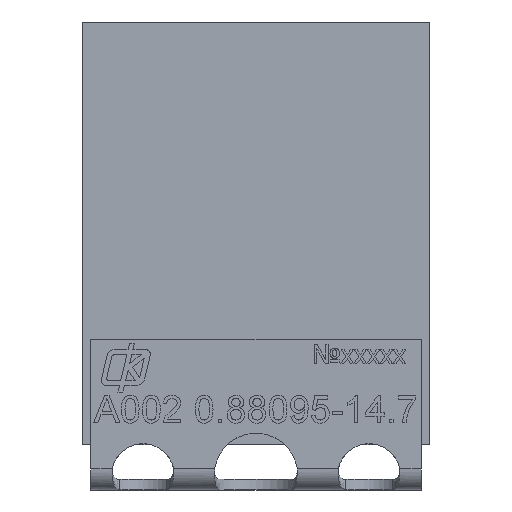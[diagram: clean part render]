
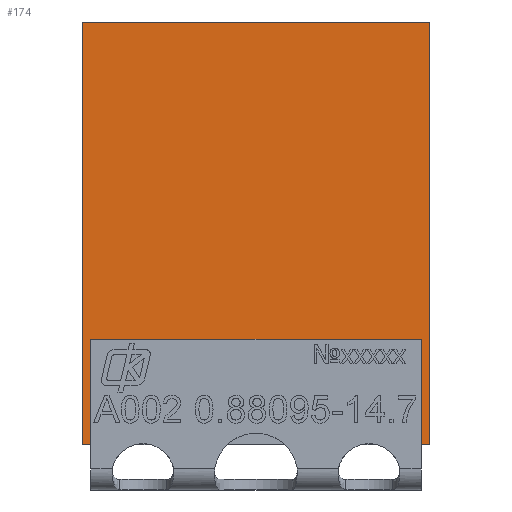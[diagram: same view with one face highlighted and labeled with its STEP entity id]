
A CAD part, top view. The second image highlights one B-rep face of the part: STEP entity #174.
In plain terms, the highlighted planar face has unit normal (0, 0, 1).
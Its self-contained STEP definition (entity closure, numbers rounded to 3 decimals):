
#174=ADVANCED_FACE('',(#3989),#3991,.F.);
#3989=FACE_BOUND('',#3990,.T.);
#3990=EDGE_LOOP('',(#10733,#10734,#10735,#10736,#10737,#10738,#10739,#10740));
#3991=PLANE('',#3992);
#3992=AXIS2_PLACEMENT_3D('',#3993,#3994,#3995);
#3993=CARTESIAN_POINT('',(-5.,6.075,1.8));
#3994=DIRECTION('',(0.,0.,-1.));
#3995=DIRECTION('',(-1.,0.,0.));
#10733=ORIENTED_EDGE('',*,*,#12975,.T.);
#10734=ORIENTED_EDGE('',*,*,#12976,.T.);
#10735=ORIENTED_EDGE('',*,*,#12977,.F.);
#10736=ORIENTED_EDGE('',*,*,#12970,.F.);
#10737=ORIENTED_EDGE('',*,*,#12978,.F.);
#10738=ORIENTED_EDGE('',*,*,#12927,.T.);
#10739=ORIENTED_EDGE('',*,*,#12979,.F.);
#10740=ORIENTED_EDGE('',*,*,#12980,.T.);
#12927=EDGE_CURVE('',#14067,#14064,#14068,.T.);
#12970=EDGE_CURVE('',#14149,#14144,#14151,.T.);
#12975=EDGE_CURVE('',#14160,#14161,#14162,.T.);
#12976=EDGE_CURVE('',#14161,#14163,#14164,.T.);
#12977=EDGE_CURVE('',#14144,#14163,#14165,.T.);
#12978=EDGE_CURVE('',#14067,#14149,#14166,.T.);
#12979=EDGE_CURVE('',#14167,#14064,#14168,.T.);
#12980=EDGE_CURVE('',#14167,#14160,#14169,.T.);
#14064=VERTEX_POINT('',#15957);
#14067=VERTEX_POINT('',#15962);
#14068=LINE('',#15963,#15964);
#14144=VERTEX_POINT('',#16117);
#14149=VERTEX_POINT('',#16128);
#14151=LINE('',#16132,#16133);
#14160=VERTEX_POINT('',#16151);
#14161=VERTEX_POINT('',#16152);
#14162=LINE('',#16153,#16154);
#14163=VERTEX_POINT('',#16156);
#14164=LINE('',#16157,#16158);
#14165=LINE('',#16160,#16161);
#14166=LINE('',#16163,#16164);
#14167=VERTEX_POINT('',#16166);
#14168=LINE('',#16167,#16168);
#14169=LINE('',#16170,#16171);
#15957=CARTESIAN_POINT('',(-5.,-6.074,1.8));
#15962=CARTESIAN_POINT('',(-5.,6.075,1.8));
#15963=CARTESIAN_POINT('',(-5.,6.075,1.8));
#15964=VECTOR('',#15965,1.);
#15965=DIRECTION('',(0.,-1.,0.));
#16117=CARTESIAN_POINT('',(5.,-6.074,1.8));
#16128=CARTESIAN_POINT('',(5.,6.075,1.8));
#16132=CARTESIAN_POINT('',(5.,6.075,1.8));
#16133=VECTOR('',#16134,1.);
#16134=DIRECTION('',(0.,-1.,0.));
#16151=CARTESIAN_POINT('',(-4.75,-3.05,1.8));
#16152=CARTESIAN_POINT('',(4.75,-3.05,1.8));
#16153=CARTESIAN_POINT('',(-4.75,-3.05,1.8));
#16154=VECTOR('',#16155,1.);
#16155=DIRECTION('',(1.,0.,0.));
#16156=CARTESIAN_POINT('',(4.75,-6.074,1.8));
#16157=CARTESIAN_POINT('',(4.75,-3.05,1.8));
#16158=VECTOR('',#16159,1.);
#16159=DIRECTION('',(0.,-1.,0.));
#16160=CARTESIAN_POINT('',(5.,-6.074,1.8));
#16161=VECTOR('',#16162,1.);
#16162=DIRECTION('',(-1.,0.,0.));
#16163=CARTESIAN_POINT('',(-5.,6.075,1.8));
#16164=VECTOR('',#16165,1.);
#16165=DIRECTION('',(1.,0.,0.));
#16166=CARTESIAN_POINT('',(-4.75,-6.074,1.8));
#16167=CARTESIAN_POINT('',(-4.75,-6.074,1.8));
#16168=VECTOR('',#16169,1.);
#16169=DIRECTION('',(-1.,0.,0.));
#16170=CARTESIAN_POINT('',(-4.75,-6.074,1.8));
#16171=VECTOR('',#16172,1.);
#16172=DIRECTION('',(0.,1.,0.));
